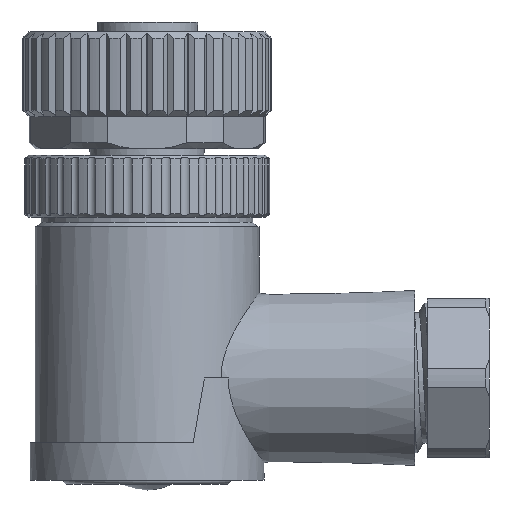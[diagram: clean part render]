
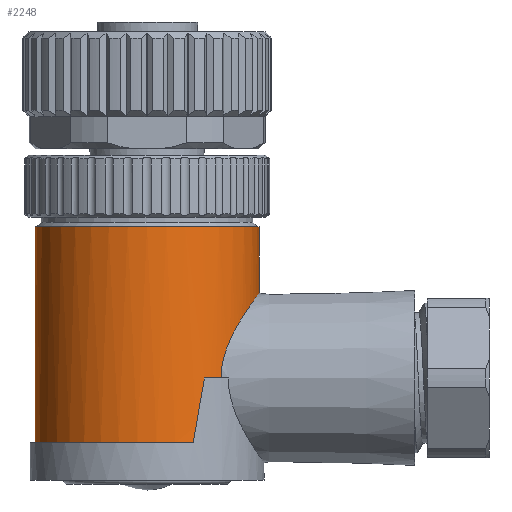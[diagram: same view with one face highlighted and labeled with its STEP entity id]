
A CAD part, left-side view. The second image highlights one B-rep face of the part: STEP entity #2248.
In plain terms, the highlighted cylindrical face has radius 9 mm (diameter 18 mm), a full revolution.
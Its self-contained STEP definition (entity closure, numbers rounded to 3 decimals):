
#1588=CYLINDRICAL_SURFACE('',#8753,9.);
#1819=B_SPLINE_CURVE_WITH_KNOTS('',3,(#11784,#11785,#11786,#11787,#11788,
#11789,#11790,#11791,#11792,#11793,#11794,#11795),.UNSPECIFIED.,.F.,.F.,
(4,2,2,2,2,4),(0.,0.25,0.375,0.5,0.75,1.),.UNSPECIFIED.);
#2241=ELLIPSE('',#8747,51.829,9.);
#2242=ELLIPSE('',#8749,51.829,9.);
#2248=ADVANCED_FACE('',(#2946,#2947),#1588,.T.);
#2946=FACE_BOUND('',#3218,.T.);
#2947=FACE_BOUND('',#3219,.T.);
#3218=EDGE_LOOP('',(#3856,#3857,#3858,#3859,#3860,#3861));
#3219=EDGE_LOOP('',(#3862));
#3856=ORIENTED_EDGE('',*,*,#7122,.F.);
#3857=ORIENTED_EDGE('',*,*,#7123,.F.);
#3858=ORIENTED_EDGE('',*,*,#7124,.F.);
#3859=ORIENTED_EDGE('',*,*,#7125,.F.);
#3860=ORIENTED_EDGE('',*,*,#7126,.T.);
#3861=ORIENTED_EDGE('',*,*,#7127,.F.);
#3862=ORIENTED_EDGE('',*,*,#7128,.F.);
#6274=VERTEX_POINT('',#11776);
#6275=VERTEX_POINT('',#11777);
#6276=VERTEX_POINT('',#11779);
#6277=VERTEX_POINT('',#11781);
#6278=VERTEX_POINT('',#11783);
#6279=VERTEX_POINT('',#11796);
#6280=VERTEX_POINT('',#11799);
#7122=EDGE_CURVE('',#6274,#6275,#2241,.T.);
#7123=EDGE_CURVE('',#6276,#6274,#8331,.T.);
#7124=EDGE_CURVE('',#6277,#6276,#2242,.T.);
#7125=EDGE_CURVE('',#6278,#6277,#8332,.T.);
#7126=EDGE_CURVE('',#6278,#6279,#1819,.T.);
#7127=EDGE_CURVE('',#6275,#6279,#8333,.T.);
#7128=EDGE_CURVE('',#6280,#6280,#8334,.T.);
#8331=CIRCLE('',#8748,9.);
#8332=CIRCLE('',#8750,9.);
#8333=CIRCLE('',#8751,9.);
#8334=CIRCLE('',#8752,9.);
#8747=AXIS2_PLACEMENT_3D('',#11775,#9638,#9639);
#8748=AXIS2_PLACEMENT_3D('',#11778,#9640,#9641);
#8749=AXIS2_PLACEMENT_3D('',#11780,#9642,#9643);
#8750=AXIS2_PLACEMENT_3D('',#11782,#9644,#9645);
#8751=AXIS2_PLACEMENT_3D('',#11797,#9646,#9647);
#8752=AXIS2_PLACEMENT_3D('',#11798,#9648,#9649);
#8753=AXIS2_PLACEMENT_3D('',#11800,#9650,#9651);
#9638=DIRECTION('',(0.,-0.985,-0.174));
#9639=DIRECTION('',(0.,0.174,-0.985));
#9640=DIRECTION('',(0.,0.,-1.));
#9641=DIRECTION('',(1.,0.,0.));
#9642=DIRECTION('',(0.,-0.985,-0.174));
#9643=DIRECTION('',(0.,0.174,-0.985));
#9644=DIRECTION('',(0.,0.,-1.));
#9645=DIRECTION('',(1.,0.,0.));
#9646=DIRECTION('',(0.,0.,-1.));
#9647=DIRECTION('',(1.,0.,0.));
#9648=DIRECTION('',(0.,0.,1.));
#9649=DIRECTION('',(1.,0.,0.));
#9650=DIRECTION('',(0.,0.,-1.));
#9651=DIRECTION('',(1.,0.,0.));
#11775=CARTESIAN_POINT('',(0.,0.,-60.001));
#11776=CARTESIAN_POINT('',(8.203,-3.703,-39.));
#11777=CARTESIAN_POINT('',(7.724,-4.62,-33.8));
#11778=CARTESIAN_POINT('',(0.,0.,-39.));
#11779=CARTESIAN_POINT('',(-8.203,-3.703,-39.));
#11780=CARTESIAN_POINT('',(0.,0.,-60.001));
#11781=CARTESIAN_POINT('',(-7.724,-4.62,-33.8));
#11782=CARTESIAN_POINT('',(0.,0.,-33.8));
#11783=CARTESIAN_POINT('',(-6.754,-5.949,-33.8));
#11784=CARTESIAN_POINT('',(-6.754,-5.949,-33.8));
#11785=CARTESIAN_POINT('',(-6.754,-5.949,-31.917));
#11786=CARTESIAN_POINT('',(-6.006,-6.849,-30.244));
#11787=CARTESIAN_POINT('',(-4.223,-7.979,-28.417));
#11788=CARTESIAN_POINT('',(-3.513,-8.33,-27.916));
#11789=CARTESIAN_POINT('',(-1.878,-8.843,-27.2));
#11790=CARTESIAN_POINT('',(-0.946,-8.998,-26.995));
#11791=CARTESIAN_POINT('',(1.845,-9.003,-26.989));
#11792=CARTESIAN_POINT('',(3.613,-8.363,-27.796));
#11793=CARTESIAN_POINT('',(6.004,-6.853,-30.237));
#11794=CARTESIAN_POINT('',(6.754,-5.949,-31.915));
#11795=CARTESIAN_POINT('',(6.754,-5.949,-33.8));
#11796=CARTESIAN_POINT('',(6.754,-5.949,-33.8));
#11797=CARTESIAN_POINT('',(0.,0.,-33.8));
#11798=CARTESIAN_POINT('',(0.,0.,-21.65));
#11799=CARTESIAN_POINT('',(9.,0.,-21.65));
#11800=CARTESIAN_POINT('',(0.,0.,-21.65));
